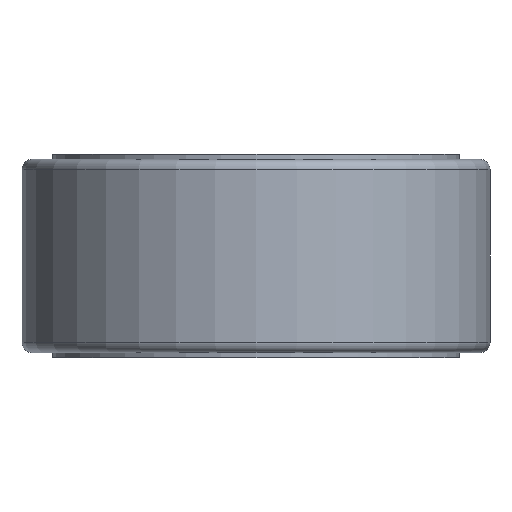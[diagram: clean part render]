
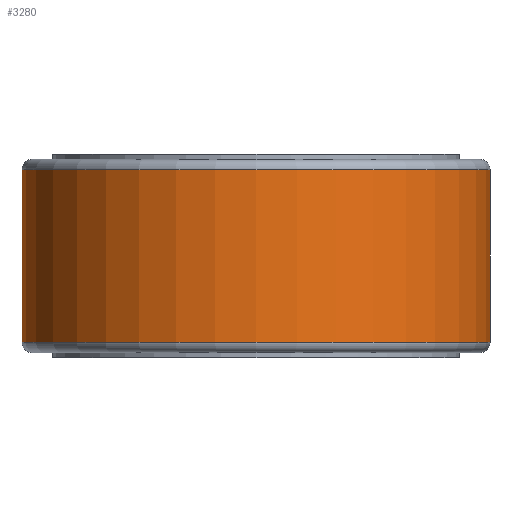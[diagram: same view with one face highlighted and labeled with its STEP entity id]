
A CAD part, front view. The second image highlights one B-rep face of the part: STEP entity #3280.
In plain terms, the highlighted cylindrical face has radius 23 mm (diameter 46 mm), a full revolution.
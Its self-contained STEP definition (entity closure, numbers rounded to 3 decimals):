
#3280 = ADVANCED_FACE('',(#3281),#3295,.T.);
#3281 = FACE_BOUND('',#3282,.T.);
#3282 = EDGE_LOOP('',(#3283,#3313,#3340,#3341));
#3283 = ORIENTED_EDGE('',*,*,#3284,.T.);
#3284 = EDGE_CURVE('',#3285,#3287,#3289,.T.);
#3285 = VERTEX_POINT('',#3286);
#3286 = CARTESIAN_POINT('',(23.,0.,18.5));
#3287 = VERTEX_POINT('',#3288);
#3288 = CARTESIAN_POINT('',(23.,0.,1.5));
#3289 = SEAM_CURVE('',#3290,(#3294,#3306),.PCURVE_S1.);
#3290 = LINE('',#3291,#3292);
#3291 = CARTESIAN_POINT('',(23.,0.,19.5));
#3292 = VECTOR('',#3293,1.);
#3293 = DIRECTION('',(-0.,-0.,-1.));
#3294 = PCURVE('',#3295,#3300);
#3295 = CYLINDRICAL_SURFACE('',#3296,23.);
#3296 = AXIS2_PLACEMENT_3D('',#3297,#3298,#3299);
#3297 = CARTESIAN_POINT('',(0.,0.,19.5));
#3298 = DIRECTION('',(0.,0.,1.));
#3299 = DIRECTION('',(1.,0.,0.));
#3300 = DEFINITIONAL_REPRESENTATION('',(#3301),#3305);
#3301 = LINE('',#3302,#3303);
#3302 = CARTESIAN_POINT('',(0.,0.));
#3303 = VECTOR('',#3304,1.);
#3304 = DIRECTION('',(0.,-1.));
#3305 = ( GEOMETRIC_REPRESENTATION_CONTEXT(2) 
PARAMETRIC_REPRESENTATION_CONTEXT() REPRESENTATION_CONTEXT('2D SPACE',''
  ) );
#3306 = PCURVE('',#3295,#3307);
#3307 = DEFINITIONAL_REPRESENTATION('',(#3308),#3312);
#3308 = LINE('',#3309,#3310);
#3309 = CARTESIAN_POINT('',(6.283,0.));
#3310 = VECTOR('',#3311,1.);
#3311 = DIRECTION('',(0.,-1.));
#3312 = ( GEOMETRIC_REPRESENTATION_CONTEXT(2) 
PARAMETRIC_REPRESENTATION_CONTEXT() REPRESENTATION_CONTEXT('2D SPACE',''
  ) );
#3313 = ORIENTED_EDGE('',*,*,#3314,.T.);
#3314 = EDGE_CURVE('',#3287,#3287,#3315,.T.);
#3315 = SURFACE_CURVE('',#3316,(#3321,#3328),.PCURVE_S1.);
#3316 = CIRCLE('',#3317,23.);
#3317 = AXIS2_PLACEMENT_3D('',#3318,#3319,#3320);
#3318 = CARTESIAN_POINT('',(0.,0.,1.5));
#3319 = DIRECTION('',(0.,0.,1.));
#3320 = DIRECTION('',(1.,0.,-0.));
#3321 = PCURVE('',#3295,#3322);
#3322 = DEFINITIONAL_REPRESENTATION('',(#3323),#3327);
#3323 = LINE('',#3324,#3325);
#3324 = CARTESIAN_POINT('',(0.,-18.));
#3325 = VECTOR('',#3326,1.);
#3326 = DIRECTION('',(1.,0.));
#3327 = ( GEOMETRIC_REPRESENTATION_CONTEXT(2) 
PARAMETRIC_REPRESENTATION_CONTEXT() REPRESENTATION_CONTEXT('2D SPACE',''
  ) );
#3328 = PCURVE('',#3329,#3334);
#3329 = TOROIDAL_SURFACE('',#3330,22.,1.);
#3330 = AXIS2_PLACEMENT_3D('',#3331,#3332,#3333);
#3331 = CARTESIAN_POINT('',(0.,0.,1.5));
#3332 = DIRECTION('',(-0.,-0.,-1.));
#3333 = DIRECTION('',(1.,0.,-0.));
#3334 = DEFINITIONAL_REPRESENTATION('',(#3335),#3339);
#3335 = LINE('',#3336,#3337);
#3336 = CARTESIAN_POINT('',(-0.,0.));
#3337 = VECTOR('',#3338,1.);
#3338 = DIRECTION('',(-1.,0.));
#3339 = ( GEOMETRIC_REPRESENTATION_CONTEXT(2) 
PARAMETRIC_REPRESENTATION_CONTEXT() REPRESENTATION_CONTEXT('2D SPACE',''
  ) );
#3340 = ORIENTED_EDGE('',*,*,#3284,.F.);
#3341 = ORIENTED_EDGE('',*,*,#3342,.F.);
#3342 = EDGE_CURVE('',#3285,#3285,#3343,.T.);
#3343 = SURFACE_CURVE('',#3344,(#3349,#3356),.PCURVE_S1.);
#3344 = CIRCLE('',#3345,23.);
#3345 = AXIS2_PLACEMENT_3D('',#3346,#3347,#3348);
#3346 = CARTESIAN_POINT('',(0.,0.,18.5));
#3347 = DIRECTION('',(0.,0.,1.));
#3348 = DIRECTION('',(1.,0.,-0.));
#3349 = PCURVE('',#3295,#3350);
#3350 = DEFINITIONAL_REPRESENTATION('',(#3351),#3355);
#3351 = LINE('',#3352,#3353);
#3352 = CARTESIAN_POINT('',(0.,-1.));
#3353 = VECTOR('',#3354,1.);
#3354 = DIRECTION('',(1.,0.));
#3355 = ( GEOMETRIC_REPRESENTATION_CONTEXT(2) 
PARAMETRIC_REPRESENTATION_CONTEXT() REPRESENTATION_CONTEXT('2D SPACE',''
  ) );
#3356 = PCURVE('',#3357,#3362);
#3357 = TOROIDAL_SURFACE('',#3358,22.,1.);
#3358 = AXIS2_PLACEMENT_3D('',#3359,#3360,#3361);
#3359 = CARTESIAN_POINT('',(0.,0.,18.5));
#3360 = DIRECTION('',(0.,0.,1.));
#3361 = DIRECTION('',(1.,0.,-0.));
#3362 = DEFINITIONAL_REPRESENTATION('',(#3363),#3367);
#3363 = LINE('',#3364,#3365);
#3364 = CARTESIAN_POINT('',(0.,0.));
#3365 = VECTOR('',#3366,1.);
#3366 = DIRECTION('',(1.,0.));
#3367 = ( GEOMETRIC_REPRESENTATION_CONTEXT(2) 
PARAMETRIC_REPRESENTATION_CONTEXT() REPRESENTATION_CONTEXT('2D SPACE',''
  ) );
